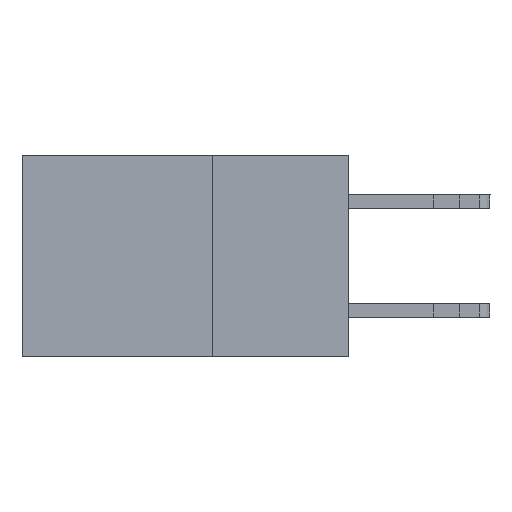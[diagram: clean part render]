
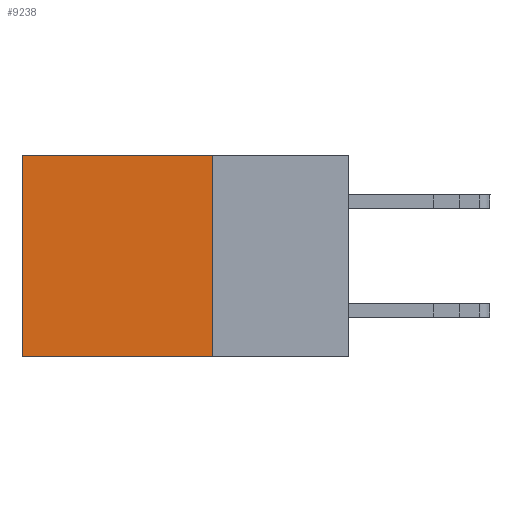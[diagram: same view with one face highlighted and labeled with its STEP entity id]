
A CAD part, left-side view. The second image highlights one B-rep face of the part: STEP entity #9238.
In plain terms, the highlighted planar face has unit normal (-1, 0, 0).
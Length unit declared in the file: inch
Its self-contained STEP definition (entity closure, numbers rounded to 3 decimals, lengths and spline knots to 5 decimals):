
#1170 = DIRECTION ( 'NONE',  ( 1., 0., 0. ) ) ;
#1330 = CARTESIAN_POINT ( 'NONE',  ( 0.298, 0.25, 0. ) ) ;
#1345 = EDGE_CURVE ( 'NONE', #5407, #20851, #23798, .T. ) ;
#1454 = EDGE_CURVE ( 'NONE', #20851, #13845, #14601, .T. ) ;
#1915 = DIRECTION ( 'NONE',  ( 0., 0., -1. ) ) ;
#5407 = VERTEX_POINT ( 'NONE', #1330 ) ;
#6275 = AXIS2_PLACEMENT_3D ( 'NONE', #21303, #1170, #19456 ) ;
#7406 = CARTESIAN_POINT ( 'NONE',  ( 0.298, 0.6, 0. ) ) ;
#8270 = EDGE_CURVE ( 'NONE', #5407, #13653, #21352, .T. ) ;
#8291 = LINE ( 'NONE', #17446, #23040 ) ;
#9238 = ADVANCED_FACE ( 'NONE', ( #21426 ), #10314, .F. ) ;
#10229 = DIRECTION ( 'NONE',  ( 0., 1., 0. ) ) ;
#10261 = VECTOR ( 'NONE', #10229, 39.37008 ) ;
#10314 = PLANE ( 'NONE',  #6275 ) ;
#11275 = VECTOR ( 'NONE', #11679, 39.37008 ) ;
#11633 = CARTESIAN_POINT ( 'NONE',  ( 0.298, 0.6, -0.37 ) ) ;
#11679 = DIRECTION ( 'NONE',  ( 0., 0., -1. ) ) ;
#12056 = CARTESIAN_POINT ( 'NONE',  ( 0.298, 0.25, 0. ) ) ;
#12199 = CARTESIAN_POINT ( 'NONE',  ( 0.298, 0.6, 0. ) ) ;
#12369 = ORIENTED_EDGE ( 'NONE', *, *, #12751, .F. ) ;
#12751 = EDGE_CURVE ( 'NONE', #13653, #13845, #8291, .T. ) ;
#13653 = VERTEX_POINT ( 'NONE', #22181 ) ;
#13845 = VERTEX_POINT ( 'NONE', #11633 ) ;
#14473 = CARTESIAN_POINT ( 'NONE',  ( 0.298, 0.25, 0. ) ) ;
#14601 = LINE ( 'NONE', #7406, #23925 ) ;
#15838 = DIRECTION ( 'NONE',  ( 0., 1., 0. ) ) ;
#17446 = CARTESIAN_POINT ( 'NONE',  ( 0.298, 0.25, -0.37 ) ) ;
#18095 = EDGE_LOOP ( 'NONE', ( #20922, #12369, #22517, #21741 ) ) ;
#19456 = DIRECTION ( 'NONE',  ( 0., 0., -1. ) ) ;
#20851 = VERTEX_POINT ( 'NONE', #12199 ) ;
#20922 = ORIENTED_EDGE ( 'NONE', *, *, #1454, .T. ) ;
#21303 = CARTESIAN_POINT ( 'NONE',  ( 0.298, 0.25, 0. ) ) ;
#21352 = LINE ( 'NONE', #12056, #11275 ) ;
#21426 = FACE_OUTER_BOUND ( 'NONE', #18095, .T. ) ;
#21741 = ORIENTED_EDGE ( 'NONE', *, *, #1345, .T. ) ;
#22181 = CARTESIAN_POINT ( 'NONE',  ( 0.298, 0.25, -0.37 ) ) ;
#22517 = ORIENTED_EDGE ( 'NONE', *, *, #8270, .F. ) ;
#23040 = VECTOR ( 'NONE', #15838, 39.37008 ) ;
#23798 = LINE ( 'NONE', #14473, #10261 ) ;
#23925 = VECTOR ( 'NONE', #1915, 39.37008 ) ;
